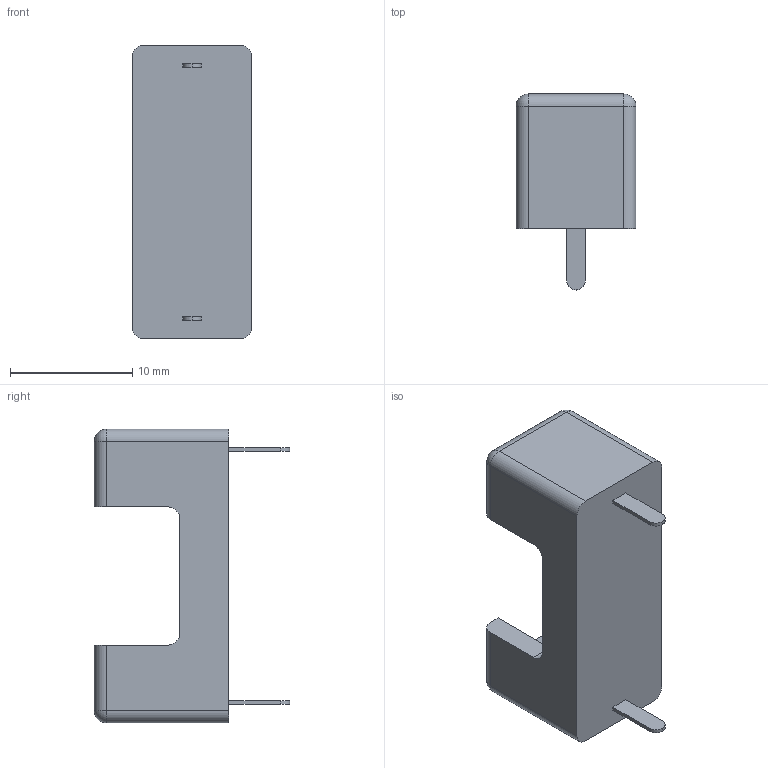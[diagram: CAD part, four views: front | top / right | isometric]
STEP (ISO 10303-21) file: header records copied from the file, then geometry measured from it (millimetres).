
FILE_DESCRIPTION (( 'STEP AP203' ), '1' );
FILE_NAME ('Äåðæàòåëü äëÿ ïðåäîõðàíèòåëÿ FH-101.STEP', '2014-04-28T09:46:23', ( '' ), ( '' ), 'SwSTEP 2.0', 'SolidWorks 2012', '' );
FILE_SCHEMA (( 'CONFIG_CONTROL_DESIGN' ));
Length unit declared in the file: millimetre
Products named in the file (1): Äåðæàòåëü äëÿ ïðåäîõðàíèòåëÿ FH-101
Bounding box: 9.8 x 16 x 24 mm (x, y, z)
Volume: 1434.2 mm3; surface area: 1307.4 mm2
Topology: 1 solids, 1 shells, 48 faces, 124 edges, 76 vertices
Faces by surface type: plane 26, cylinder 18, sphere 4
Entity records: 1501 total; most frequent: DIRECTION 254, CARTESIAN_POINT 245, ORIENTED_EDGE 240, EDGE_CURVE 120, AXIS2_PLACEMENT_3D 85, VECTOR 84, LINE 84, VERTEX_POINT 76
